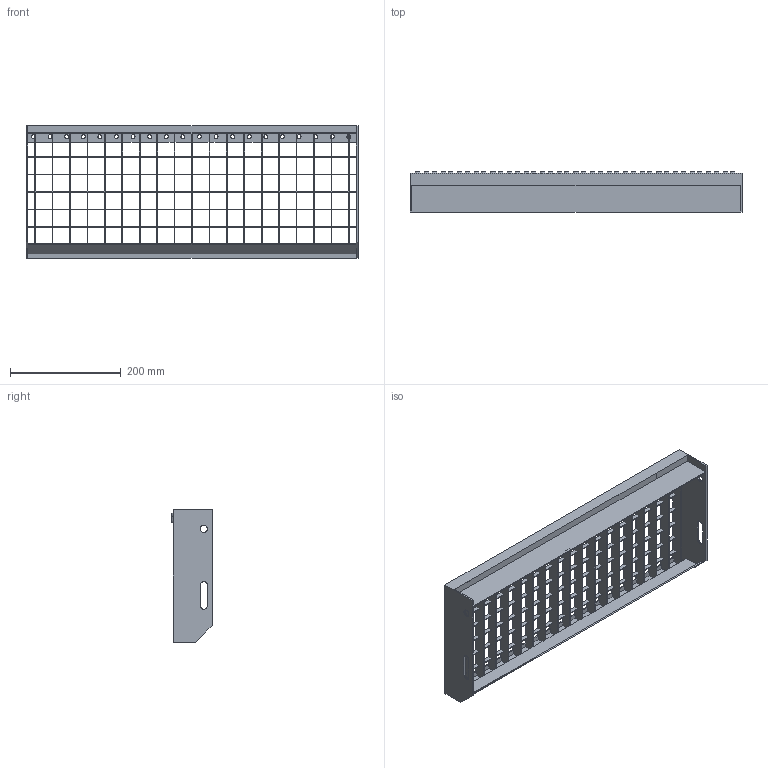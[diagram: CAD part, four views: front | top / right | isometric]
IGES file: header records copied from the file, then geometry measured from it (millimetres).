
Start section: SolidWorks IGES file using analytic representation for surfaces
Global section: file name: 40.602430.7.IGS; native system: SolidWorks 2015; preprocessor: SolidWorks 2015; author: C.Hoefig; date: 151006.111104; units: millimetre
Bounding box: 600 x 72.67 x 240 mm (x, y, z)
Surface area: 564619.2 mm2 (no closed solid volume)
Topology: 0 solids, 0 shells, 669 faces, 9607 edges, 9607 vertices
Faces by surface type: bspline 503, revolution 166
